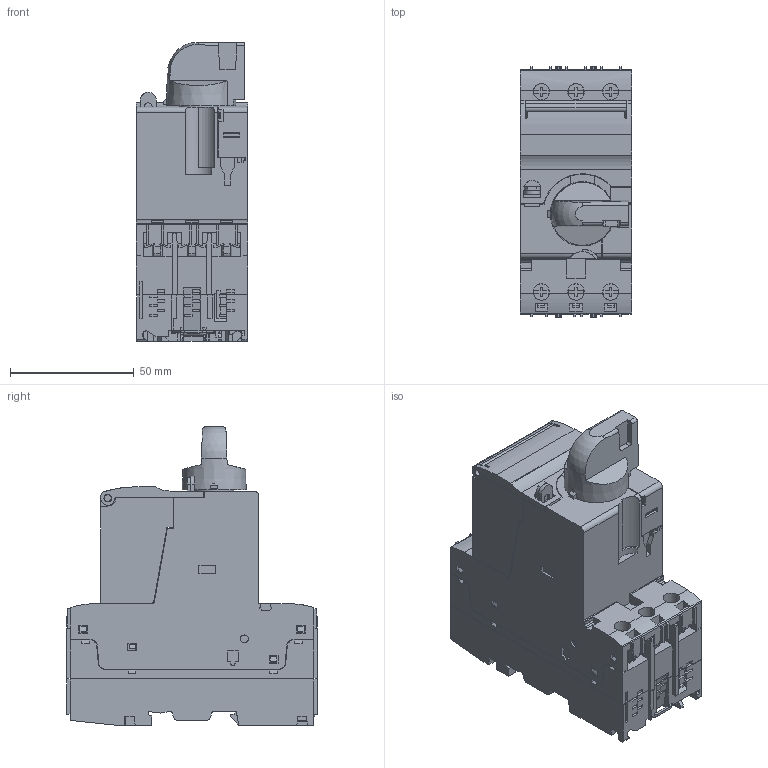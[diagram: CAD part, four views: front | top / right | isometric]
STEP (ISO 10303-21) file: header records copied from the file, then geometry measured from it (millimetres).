
FILE_DESCRIPTION( ( 'STEP AP214' ), '1' );
FILE_NAME( 'pke12_xtu_12_ak_new_a.stp', '2021-11-16T08:53:39', ( 'License CC BY-ND 4.0' ), ( 'CADENAS' ), ' ', 'PARTsolutions', ' ' );
FILE_SCHEMA( ( 'AUTOMOTIVE_DESIGN { 1 0 10303 214 1 1 1 1 }' ) );
Length unit declared in the file: millimetre
Products named in the file (1): _158243
Bounding box: 45 x 101 x 120.48 mm (x, y, z)
Volume: 323100.6 mm3; surface area: 60279.1 mm2
Topology: 1 solids, 1 shells, 1571 faces, 4457 edges, 2955 vertices
Faces by surface type: plane 1289, cylinder 277, torus 2, cone 1, bspline 1, sphere 1
Full cylindrical faces by diameter (mm): 2.7 x2, 3 x1, 3.2 x1, 3.5 x1, 4 x12, 5.2 x1, 6.6 x6, 7 x6, 15.6 x1
Entity records: 63197 total; most frequent: CARTESIAN_POINT 9484, ORIENTED_EDGE 8798, DIRECTION 8094, EDGE_CURVE 4399, LINE 3760, VECTOR 3760, VERTEX_POINT 2931, AXIS2_PLACEMENT_3D 2167
